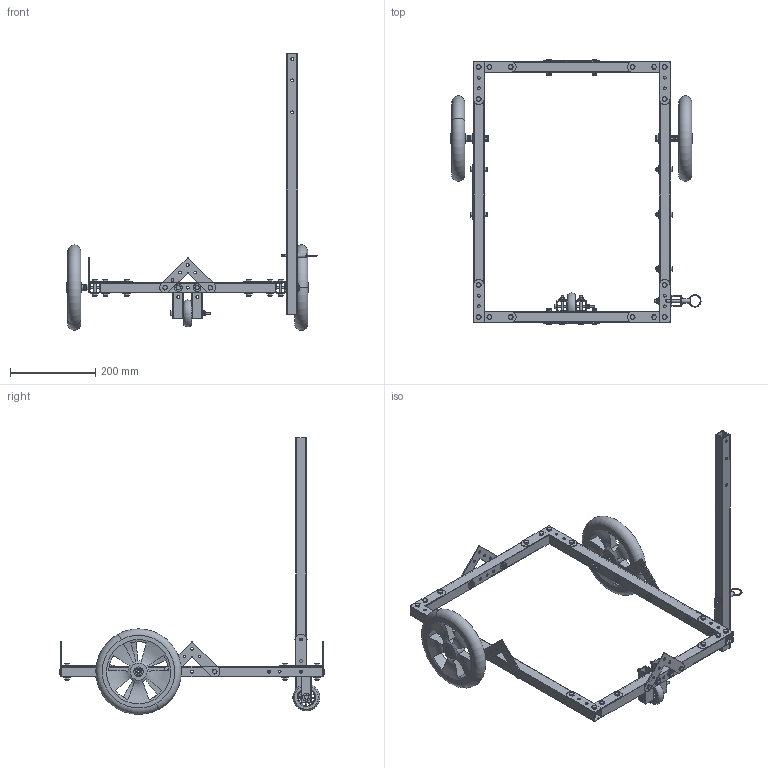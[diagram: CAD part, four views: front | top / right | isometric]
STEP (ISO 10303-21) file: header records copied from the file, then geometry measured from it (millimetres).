
FILE_DESCRIPTION(('FreeCAD Model'),'2;1');
FILE_NAME('Open CASCADE Shape Model','2025-04-24T14:44:55',('Author'),( ''),'Open CASCADE STEP processor 7.6','FreeCAD','Unknown');
FILE_SCHEMA(('AUTOMOTIVE_DESIGN { 1 0 10303 214 1 1 1 1 }'));
Length unit declared in the file: millimetre
Products named in the file (49): Assembly; LCS_Origin; étape_1; L101; T101; étape_2_equerres_AV; CHO17; Model; QIN35; M6x35-Screw; LCS_Tete; QIN12; QIN06; LCS_Ecrou; M6-Nut; étape_3_equerres_AR; Etape_4_cales; Etape_5_fixation_roulette; M101; QIN65; M6x65-Screw; Etape_6_roues; Roue; remorque_roue; LCS_1; LCS_2; Boulon_Roue; QIN13; QIN29; M8-Nut; Etape_7_timon; L102; Etape_8_roulette; ROU101; QIN90; M6x90-Screw; Etape_9_Finition_timon; Part; BLPS6-30
Assembly tree (101 placements, depth 5):
  Assembly
    LCS_Origin
    étape_1
      L101  x2
      T101
    étape_2_equerres_AV
      CHO17  x2
      Model  x8
        LCS_Origin
        QIN35
          M6x35-Screw
          LCS_Tete
        QIN12
        QIN06
          LCS_Ecrou
          M6-Nut
    étape_3_equerres_AR
      CHO17  x2
      T101
      Model  x8
        LCS_Origin
        QIN35
          M6x35-Screw
          LCS_Tete
        QIN12
        QIN06
          LCS_Ecrou
          M6-Nut
    Etape_4_cales
      CHO17  x4
      Model  x8
        LCS_Origin
        QIN35
          M6x35-Screw
          LCS_Tete
        QIN12
        QIN06
          LCS_Ecrou
          M6-Nut
    Etape_5_fixation_roulette
      M101  x2
      Model  x2
        LCS_Origin
        QIN12
        QIN65
          M6x65-Screw
          LCS_Tete
        QIN06
          LCS_Ecrou
          M6-Nut
    Etape_6_roues
      Roue  x2
        remorque_roue
        LCS_1
        LCS_2
      Boulon_Roue  x2
        LCS_Origin
        QIN13
        QIN29
          LCS_Ecrou
Bounding box: 584.95 x 622 x 647.5 mm (x, y, z)
Volume: 1952751.9 mm3; surface area: 846669.1 mm2
Topology: 128 solids, 128 shells, 2035 faces, 4606 edges, 2925 vertices
Faces by surface type: plane 866, cylinder 719, cone 340, torus 46, revolution 38, extrusion 24, sphere 2
Full cylindrical faces by diameter (mm): 5 x29, 5.04 x1, 6 x30, 6.5 x190, 6.667 x29, 6.75 x6, 8.4 x8, 8.5 x4, 8.833 x6, 9.5 x29, 9.99 x29, 11 x1, 12.987 x6, 14.49 x2, 18 x36, 22 x8
Entity records: 13455 total; most frequent: CARTESIAN_POINT 3841, DIRECTION 1892, ORIENTED_EDGE 1618, EDGE_CURVE 809, AXIS2_PLACEMENT_3D 756, VERTEX_POINT 528, FACE_BOUND 525, EDGE_LOOP 525
